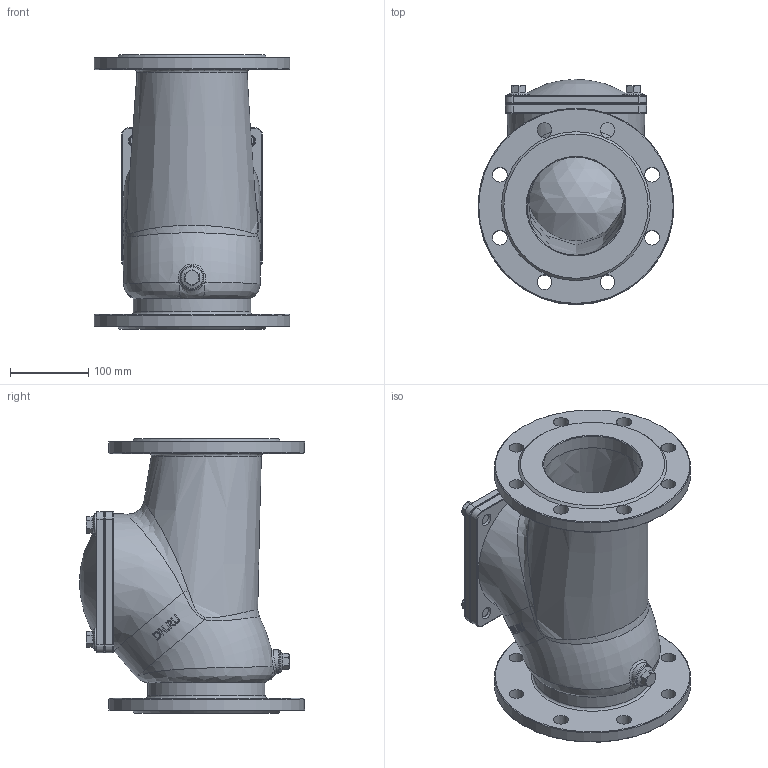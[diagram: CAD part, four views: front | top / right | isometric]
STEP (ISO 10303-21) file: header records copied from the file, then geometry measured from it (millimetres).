
FILE_DESCRIPTION(/* description */ (''),/* implementation_level */ '2;1');
FILE_NAME(/* name */ 'DN125_3D_STEP.stp',/* time_stamp */ '2023-12-22T22:55:56+03:00',/* author */ ('igorr'),/* organization */ (''),/* preprocessor_version */ 'ST-DEVELOPER v19.2',/* originating_system */ 'Autodesk Inventor 2023',/* authorisation */ '');
FILE_SCHEMA (('AUTOMOTIVE_DESIGN { 1 0 10303 214 3 1 1 }'));
Length unit declared in the file: millimetre
Products named in the file (4): Сборка; Деталь1; Деталь2; ANSI B18.2.3.4M - M14 x 2x20
Assembly tree (7 placements, depth 2):
  Сборка
    Деталь1
    Деталь2
    ANSI B18.2.3.4M - M14 x 2x20  x5
Bounding box: 250 x 287.05 x 350 mm (x, y, z)
Volume: 6276217.7 mm3; surface area: 644671.2 mm2
Topology: 7 solids, 7 shells, 296 faces, 705 edges, 440 vertices
Faces by surface type: plane 105, cylinder 72, cone 48, bspline 38, torus 33
Full cylindrical faces by diameter (mm): 14 x5, 16 x9, 19 x16, 30 x1, 125 x3, 142.407 x1, 150 x1, 250 x2
Entity records: 9199 total; most frequent: CARTESIAN_POINT 3755, ORIENTED_EDGE 1066, DIRECTION 1030, EDGE_CURVE 533, AXIS2_PLACEMENT_3D 428, VERTEX_POINT 340, EDGE_LOOP 283, FACE_OUTER_BOUND 216
